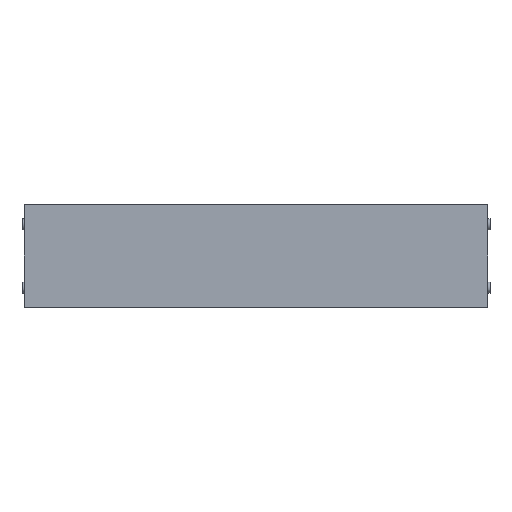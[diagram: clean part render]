
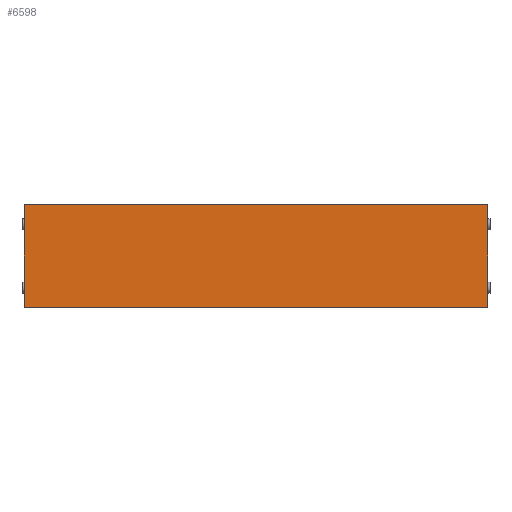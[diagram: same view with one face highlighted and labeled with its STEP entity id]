
A CAD part, front view. The second image highlights one B-rep face of the part: STEP entity #6598.
In plain terms, the highlighted planar face has unit normal (0, -1, 0).
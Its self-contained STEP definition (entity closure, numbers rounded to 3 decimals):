
#4 = VERTEX_POINT ( 'NONE', #9524 ) ;
#422 = EDGE_CURVE ( 'NONE', #4, #9470, #1639, .T. ) ;
#591 = VECTOR ( 'NONE', #825, 1000. ) ;
#825 = DIRECTION ( 'NONE',  ( -1., 0., 0. ) ) ;
#943 = EDGE_CURVE ( 'NONE', #1154, #4, #5967, .T. ) ;
#1154 = VERTEX_POINT ( 'NONE', #5778 ) ;
#1317 = VECTOR ( 'NONE', #9606, 1000. ) ;
#1391 = FACE_OUTER_BOUND ( 'NONE', #6390, .T. ) ;
#1639 = LINE ( 'NONE', #6938, #591 ) ;
#2221 = DIRECTION ( 'NONE',  ( 0., -1., 0. ) ) ;
#2366 = LINE ( 'NONE', #3303, #8204 ) ;
#3037 = LINE ( 'NONE', #4860, #4270 ) ;
#3159 = PLANE ( 'NONE',  #9838 ) ;
#3294 = ORIENTED_EDGE ( 'NONE', *, *, #943, .T. ) ;
#3303 = CARTESIAN_POINT ( 'NONE',  ( -293., -20., -65. ) ) ;
#4270 = VECTOR ( 'NONE', #6855, 1000. ) ;
#4860 = CARTESIAN_POINT ( 'NONE',  ( -293., -20., 65. ) ) ;
#5323 = ORIENTED_EDGE ( 'NONE', *, *, #422, .T. ) ;
#5727 = VERTEX_POINT ( 'NONE', #11370 ) ;
#5778 = CARTESIAN_POINT ( 'NONE',  ( 293., -20., -65. ) ) ;
#5806 = DIRECTION ( 'NONE',  ( 0., 0., -1. ) ) ;
#5959 = ORIENTED_EDGE ( 'NONE', *, *, #8574, .T. ) ;
#5967 = LINE ( 'NONE', #8766, #1317 ) ;
#6390 = EDGE_LOOP ( 'NONE', ( #9565, #5959, #3294, #5323 ) ) ;
#6598 = ADVANCED_FACE ( 'NONE', ( #1391 ), #3159, .T. ) ;
#6855 = DIRECTION ( 'NONE',  ( 0., 0., -1. ) ) ;
#6898 = DIRECTION ( 'NONE',  ( 1., 0., 0. ) ) ;
#6938 = CARTESIAN_POINT ( 'NONE',  ( -293., -20., 65. ) ) ;
#8204 = VECTOR ( 'NONE', #6898, 1000. ) ;
#8574 = EDGE_CURVE ( 'NONE', #5727, #1154, #2366, .T. ) ;
#8766 = CARTESIAN_POINT ( 'NONE',  ( 293., -20., 65. ) ) ;
#9470 = VERTEX_POINT ( 'NONE', #11689 ) ;
#9524 = CARTESIAN_POINT ( 'NONE',  ( 293., -20., 65. ) ) ;
#9565 = ORIENTED_EDGE ( 'NONE', *, *, #10953, .T. ) ;
#9606 = DIRECTION ( 'NONE',  ( 0., 0., 1. ) ) ;
#9838 = AXIS2_PLACEMENT_3D ( 'NONE', #10383, #2221, #5806 ) ;
#10383 = CARTESIAN_POINT ( 'NONE',  ( 0., -20., 0. ) ) ;
#10953 = EDGE_CURVE ( 'NONE', #9470, #5727, #3037, .T. ) ;
#11370 = CARTESIAN_POINT ( 'NONE',  ( -293., -20., -65. ) ) ;
#11689 = CARTESIAN_POINT ( 'NONE',  ( -293., -20., 65. ) ) ;
